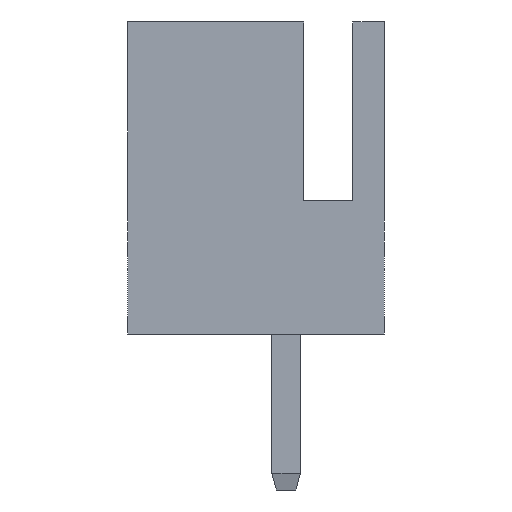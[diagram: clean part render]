
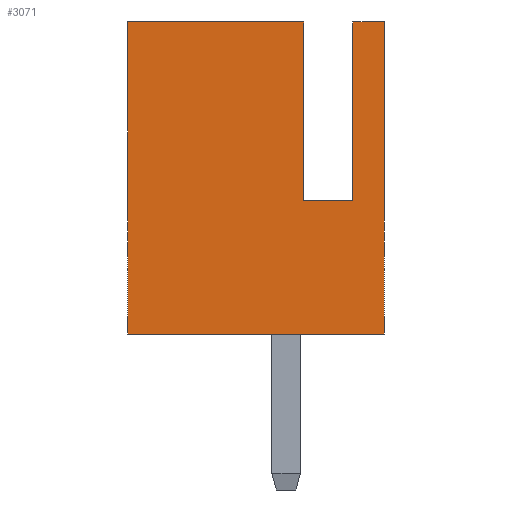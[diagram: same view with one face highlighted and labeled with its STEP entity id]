
A CAD part, left-side view. The second image highlights one B-rep face of the part: STEP entity #3071.
In plain terms, the highlighted planar face has unit normal (-1, 0, 0).
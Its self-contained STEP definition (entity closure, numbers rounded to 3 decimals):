
#138 = DIRECTION ( 'NONE',  ( 0., 1., 0. ) ) ;
#247 = CARTESIAN_POINT ( 'NONE',  ( -2.5, 0., 3. ) ) ;
#257 = EDGE_CURVE ( 'NONE', #1065, #4544, #449, .T. ) ;
#449 = LINE ( 'NONE', #1605, #4615 ) ;
#512 = CARTESIAN_POINT ( 'NONE',  ( -2.5, -0.4, 3. ) ) ;
#527 = LINE ( 'NONE', #1999, #3259 ) ;
#675 = EDGE_CURVE ( 'NONE', #2781, #1924, #4531, .T. ) ;
#718 = VECTOR ( 'NONE', #4892, 1000. ) ;
#750 = ORIENTED_EDGE ( 'NONE', *, *, #1021, .T. ) ;
#768 = CARTESIAN_POINT ( 'NONE',  ( -2.5, 3.55, 7. ) ) ;
#900 = CARTESIAN_POINT ( 'NONE',  ( -2.5, -1.5, 7. ) ) ;
#919 = ORIENTED_EDGE ( 'NONE', *, *, #257, .T. ) ;
#1021 = EDGE_CURVE ( 'NONE', #3748, #1924, #3785, .T. ) ;
#1035 = VECTOR ( 'NONE', #2968, 1000. ) ;
#1055 = VERTEX_POINT ( 'NONE', #3059 ) ;
#1065 = VERTEX_POINT ( 'NONE', #900 ) ;
#1344 = CARTESIAN_POINT ( 'NONE',  ( -2.5, 0., 7. ) ) ;
#1403 = EDGE_CURVE ( 'NONE', #1055, #1807, #527, .T. ) ;
#1408 = DIRECTION ( 'NONE',  ( 0., 0., 1. ) ) ;
#1532 = EDGE_CURVE ( 'NONE', #1055, #2781, #2486, .T. ) ;
#1574 = DIRECTION ( 'NONE',  ( 0., 0., 1. ) ) ;
#1605 = CARTESIAN_POINT ( 'NONE',  ( -2.5, -1.5, 0. ) ) ;
#1641 = DIRECTION ( 'NONE',  ( 0., 0., 1. ) ) ;
#1684 = CARTESIAN_POINT ( 'NONE',  ( -2.5, -2.2, 0. ) ) ;
#1766 = EDGE_CURVE ( 'NONE', #4544, #3748, #2480, .T. ) ;
#1786 = ORIENTED_EDGE ( 'NONE', *, *, #1766, .T. ) ;
#1807 = VERTEX_POINT ( 'NONE', #1684 ) ;
#1819 = EDGE_LOOP ( 'NONE', ( #919, #1786, #750, #4172, #2211, #3584, #3416, #3645 ) ) ;
#1852 = CARTESIAN_POINT ( 'NONE',  ( -2.5, 0., 7. ) ) ;
#1868 = VECTOR ( 'NONE', #1641, 1000. ) ;
#1924 = VERTEX_POINT ( 'NONE', #4518 ) ;
#1953 = CARTESIAN_POINT ( 'NONE',  ( -2.5, 0., 0. ) ) ;
#1979 = FACE_OUTER_BOUND ( 'NONE', #1819, .T. ) ;
#1999 = CARTESIAN_POINT ( 'NONE',  ( -2.5, 0., 0. ) ) ;
#2149 = EDGE_CURVE ( 'NONE', #1807, #4545, #4270, .T. ) ;
#2211 = ORIENTED_EDGE ( 'NONE', *, *, #1532, .F. ) ;
#2480 = LINE ( 'NONE', #247, #3353 ) ;
#2486 = LINE ( 'NONE', #3289, #3505 ) ;
#2707 = DIRECTION ( 'NONE',  ( -1., 0., 0. ) ) ;
#2781 = VERTEX_POINT ( 'NONE', #768 ) ;
#2955 = EDGE_CURVE ( 'NONE', #4545, #1065, #3544, .T. ) ;
#2968 = DIRECTION ( 'NONE',  ( 0., -1., 0. ) ) ;
#3059 = CARTESIAN_POINT ( 'NONE',  ( -2.5, 3.55, 0. ) ) ;
#3071 = ADVANCED_FACE ( 'NONE', ( #1979 ), #3828, .T. ) ;
#3254 = CARTESIAN_POINT ( 'NONE',  ( -2.5, -1.5, 3. ) ) ;
#3259 = VECTOR ( 'NONE', #4644, 1000. ) ;
#3289 = CARTESIAN_POINT ( 'NONE',  ( -2.5, 3.55, 0. ) ) ;
#3298 = AXIS2_PLACEMENT_3D ( 'NONE', #1953, #2707, #1574 ) ;
#3353 = VECTOR ( 'NONE', #4413, 1000. ) ;
#3416 = ORIENTED_EDGE ( 'NONE', *, *, #2149, .T. ) ;
#3505 = VECTOR ( 'NONE', #1408, 1000. ) ;
#3515 = CARTESIAN_POINT ( 'NONE',  ( -2.5, -2.2, 0. ) ) ;
#3544 = LINE ( 'NONE', #1344, #3786 ) ;
#3584 = ORIENTED_EDGE ( 'NONE', *, *, #1403, .T. ) ;
#3626 = CARTESIAN_POINT ( 'NONE',  ( -2.5, -2.2, 7. ) ) ;
#3645 = ORIENTED_EDGE ( 'NONE', *, *, #2955, .T. ) ;
#3748 = VERTEX_POINT ( 'NONE', #512 ) ;
#3785 = LINE ( 'NONE', #4534, #718 ) ;
#3786 = VECTOR ( 'NONE', #138, 1000. ) ;
#3828 = PLANE ( 'NONE',  #3298 ) ;
#3890 = DIRECTION ( 'NONE',  ( 0., 0., -1. ) ) ;
#4172 = ORIENTED_EDGE ( 'NONE', *, *, #675, .F. ) ;
#4270 = LINE ( 'NONE', #3515, #1868 ) ;
#4413 = DIRECTION ( 'NONE',  ( 0., 1., 0. ) ) ;
#4518 = CARTESIAN_POINT ( 'NONE',  ( -2.5, -0.4, 7. ) ) ;
#4531 = LINE ( 'NONE', #1852, #1035 ) ;
#4534 = CARTESIAN_POINT ( 'NONE',  ( -2.5, -0.4, 0. ) ) ;
#4544 = VERTEX_POINT ( 'NONE', #3254 ) ;
#4545 = VERTEX_POINT ( 'NONE', #3626 ) ;
#4615 = VECTOR ( 'NONE', #3890, 1000. ) ;
#4644 = DIRECTION ( 'NONE',  ( 0., -1., 0. ) ) ;
#4892 = DIRECTION ( 'NONE',  ( 0., 0., 1. ) ) ;
